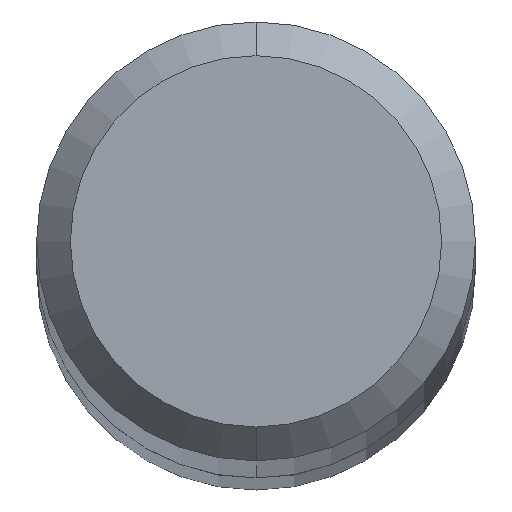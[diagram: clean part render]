
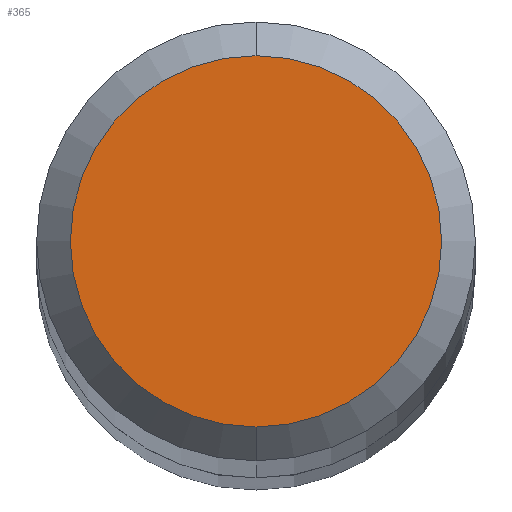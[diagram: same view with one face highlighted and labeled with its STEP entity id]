
A CAD part, top view. The second image highlights one B-rep face of the part: STEP entity #365.
In plain terms, the highlighted planar face has unit normal (0, 0, 1).
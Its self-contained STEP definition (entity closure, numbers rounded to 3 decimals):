
#215=EDGE_CURVE('',#255,#311,#496,.T.);
#255=VERTEX_POINT('',#541);
#311=VERTEX_POINT('',#601);
#347=EDGE_CURVE('',#311,#255,#641,.T.);
#365=ADVANCED_FACE('',(#660),#661,.T.);
#496=CIRCLE('',#879,1.1);
#541=CARTESIAN_POINT('',(0.,-1.1,0.0));
#601=CARTESIAN_POINT('',(0.0,1.1,0.0));
#641=CIRCLE('',#1149,1.1);
#660=FACE_OUTER_BOUND('',#1181,.T.);
#661=PLANE('',#1182);
#879=AXIS2_PLACEMENT_3D('',#1403,#1404,#1405);
#1149=AXIS2_PLACEMENT_3D('',#1551,#1552,#1553);
#1181=EDGE_LOOP('',(#1566,#1567));
#1182=AXIS2_PLACEMENT_3D('',#1568,#1569,#1570);
#1403=CARTESIAN_POINT('',(0.0,0.0,0.0));
#1404=DIRECTION('',(0.0,0.0,-1.0));
#1405=DIRECTION('',(0.0,1.0,0.0));
#1551=CARTESIAN_POINT('',(0.0,0.0,0.0));
#1552=DIRECTION('',(0.0,0.0,-1.0));
#1553=DIRECTION('',(0.0,1.0,0.0));
#1566=ORIENTED_EDGE('',*,*,#347,.F.);
#1567=ORIENTED_EDGE('',*,*,#215,.F.);
#1568=CARTESIAN_POINT('',(0.0,0.55,0.0));
#1569=DIRECTION('',(-0.0,0.0,1.0));
#1570=DIRECTION('',(0.0,-1.0,0.0));
